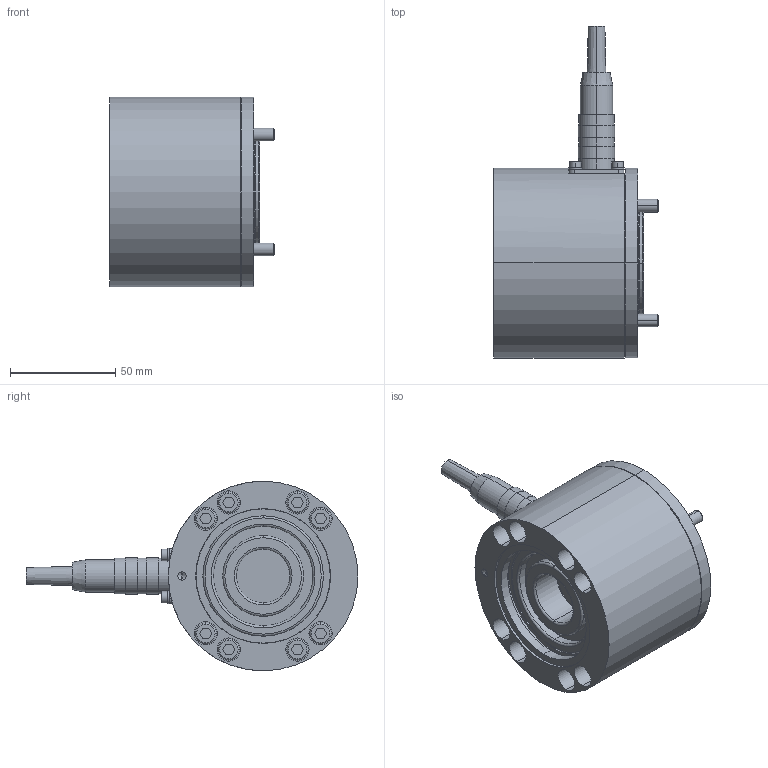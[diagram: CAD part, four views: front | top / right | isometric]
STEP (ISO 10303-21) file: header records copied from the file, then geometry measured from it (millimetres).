
FILE_DESCRIPTION (( 'STEP AP203' ), '1' );
FILE_NAME ('31104633_-.step', '2022-03-08T08:35:40', ( '' ), ( '' ), 'SwSTEP 2.0', 'SolidWorks 2018', '' );
FILE_SCHEMA (( 'CONFIG_CONTROL_DESIGN' ));
Length unit declared in the file: millimetre
Products named in the file (13): Federringe_DIN127A_M03; Zyl-Schr DIN912_M6x30; Flanschstecker_M14x1_Mini_5pol; 31104496_stp_01; 31104498_stp_nach_Vergueten; PKL_NLJ1_vereinfacht_01; 31104488_01; 31104633_-; 31104502_01; Si-Ring DIN472_D57.15; Zyl-Schr DIN912_M3x6; Kabeldose_M14x1_Mini_5pol; Zyl-Schr DIN912_M6x40
Assembly tree (24 placements, depth 3):
  31104633_-
    31104496_stp_01
      31104498_stp_nach_Vergueten
      31104488_01
      31104502_01
      Federringe_DIN127A_M03  x4
      Zyl-Schr DIN912_M3x6  x4
      Zyl-Schr DIN912_M6x30  x4
      Si-Ring DIN472_D57.15
      Flanschstecker_M14x1_Mini_5pol
      PKL_NLJ1_vereinfacht_01
    Kabeldose_M14x1_Mini_5pol
    Zyl-Schr DIN912_M6x40  x4
Bounding box: 78 x 157.5 x 90 mm (x, y, z)
Volume: 304979.1 mm3; surface area: 121026.8 mm2
Topology: 23 solids, 23 shells, 578 faces, 1283 edges, 811 vertices
Faces by surface type: cylinder 258, plane 206, cone 64, torus 50
Entity records: 13229 total; most frequent: DIRECTION 2243, CARTESIAN_POINT 2019, ORIENTED_EDGE 1782, AXIS2_PLACEMENT_3D 938, EDGE_CURVE 891, VERTEX_POINT 571, CIRCLE 512, EDGE_LOOP 506
